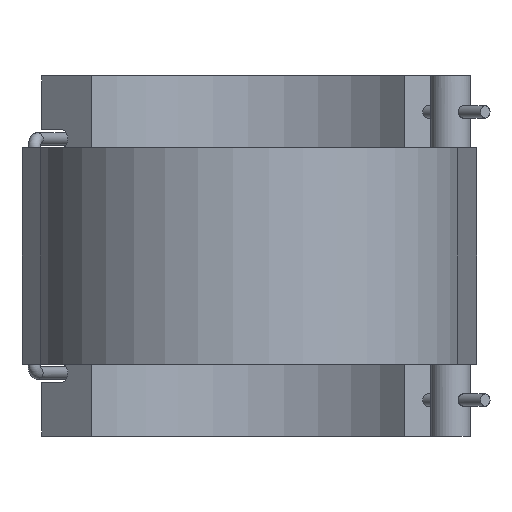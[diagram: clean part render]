
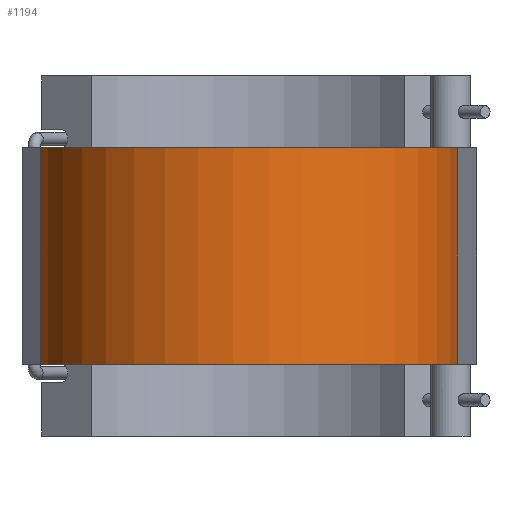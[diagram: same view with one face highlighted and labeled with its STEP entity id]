
A CAD part, front view. The second image highlights one B-rep face of the part: STEP entity #1194.
In plain terms, the highlighted cylindrical face has radius 103 mm (diameter 206 mm), a partial arc.
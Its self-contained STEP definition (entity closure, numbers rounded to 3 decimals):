
#121=LINE('',#2114,#224);
#122=LINE('',#2116,#225);
#224=VECTOR('',#1624,105.6);
#225=VECTOR('',#1627,105.6);
#360=FACE_OUTER_BOUND('',#448,.T.);
#448=EDGE_LOOP('',(#1061,#1062,#1063,#1064));
#504=CIRCLE('',#1281,103.);
#512=CIRCLE('',#1290,103.);
#604=VERTEX_POINT('',#2043);
#605=VERTEX_POINT('',#2045);
#619=VERTEX_POINT('',#2075);
#620=VERTEX_POINT('',#2077);
#747=EDGE_CURVE('',#604,#605,#504,.T.);
#763=EDGE_CURVE('',#619,#620,#512,.T.);
#782=EDGE_CURVE('',#604,#620,#121,.T.);
#783=EDGE_CURVE('',#605,#619,#122,.T.);
#1061=ORIENTED_EDGE('',*,*,#782,.T.);
#1062=ORIENTED_EDGE('',*,*,#763,.F.);
#1063=ORIENTED_EDGE('',*,*,#783,.F.);
#1064=ORIENTED_EDGE('',*,*,#747,.F.);
#1131=CYLINDRICAL_SURFACE('',#1309,103.);
#1194=ADVANCED_FACE('',(#360),#1131,.T.);
#1281=AXIS2_PLACEMENT_3D('',#2046,#1550,#1551);
#1290=AXIS2_PLACEMENT_3D('',#2078,#1576,#1577);
#1309=AXIS2_PLACEMENT_3D('',#2115,#1625,#1626);
#1550=DIRECTION('center_axis',(0.,0.,-1.));
#1551=DIRECTION('ref_axis',(0.855,0.519,0.));
#1576=DIRECTION('center_axis',(0.,0.,1.));
#1577=DIRECTION('ref_axis',(0.855,0.519,0.));
#1624=DIRECTION('',(0.,0.,1.));
#1625=DIRECTION('center_axis',(0.,0.,1.));
#1626=DIRECTION('ref_axis',(0.855,0.519,0.));
#1627=DIRECTION('',(0.,0.,1.));
#2043=CARTESIAN_POINT('',(102.131,-13.348,-52.8));
#2045=CARTESIAN_POINT('',(-101.732,-16.114,-52.8));
#2046=CARTESIAN_POINT('Origin',(0.,0.,-52.8));
#2075=CARTESIAN_POINT('',(-101.732,-16.114,52.8));
#2077=CARTESIAN_POINT('',(102.131,-13.348,52.8));
#2078=CARTESIAN_POINT('Origin',(0.,0.,52.8));
#2114=CARTESIAN_POINT('',(102.131,-13.348,0.));
#2115=CARTESIAN_POINT('Origin',(0.,0.,0.));
#2116=CARTESIAN_POINT('',(-101.732,-16.114,0.));
